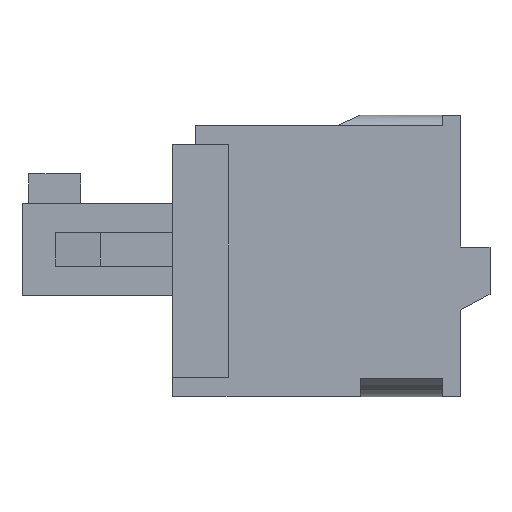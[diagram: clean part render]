
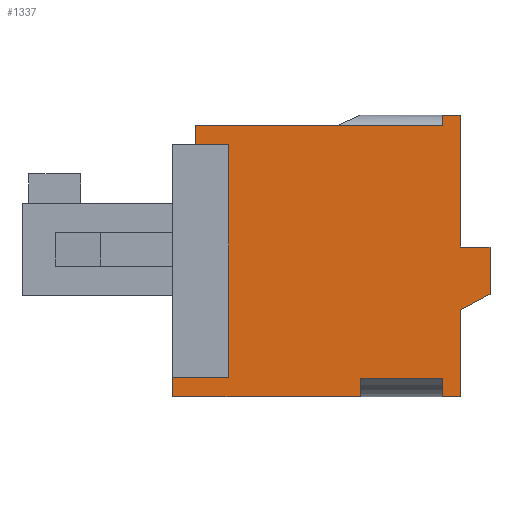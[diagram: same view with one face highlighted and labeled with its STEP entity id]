
A CAD part, left-side view. The second image highlights one B-rep face of the part: STEP entity #1337.
In plain terms, the highlighted planar face has unit normal (-1, 0, 0).
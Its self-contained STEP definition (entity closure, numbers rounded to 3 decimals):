
#1337 = ADVANCED_FACE( '', ( #3156 ), #3157, .T. );
#3156 = FACE_OUTER_BOUND( '', #5544, .T. );
#3157 = PLANE( '', #5545 );
#5544 = EDGE_LOOP( '', ( #9077, #9078, #9079, #9080, #9081, #9082, #9083, #9084, #9085, #9086, #9087, #9088, #9089, #9090, #9091, #9092, #9093, #9094 ) );
#5545 = AXIS2_PLACEMENT_3D( '', #9095, #9096, #9097 );
#9077 = ORIENTED_EDGE( '', *, *, #15891, .T. );
#9078 = ORIENTED_EDGE( '', *, *, #15892, .T. );
#9079 = ORIENTED_EDGE( '', *, *, #15893, .F. );
#9080 = ORIENTED_EDGE( '', *, *, #15894, .F. );
#9081 = ORIENTED_EDGE( '', *, *, #15895, .T. );
#9082 = ORIENTED_EDGE( '', *, *, #15896, .T. );
#9083 = ORIENTED_EDGE( '', *, *, #15897, .T. );
#9084 = ORIENTED_EDGE( '', *, *, #15149, .F. );
#9085 = ORIENTED_EDGE( '', *, *, #15898, .T. );
#9086 = ORIENTED_EDGE( '', *, *, #15899, .T. );
#9087 = ORIENTED_EDGE( '', *, *, #15300, .T. );
#9088 = ORIENTED_EDGE( '', *, *, #15845, .F. );
#9089 = ORIENTED_EDGE( '', *, *, #15043, .F. );
#9090 = ORIENTED_EDGE( '', *, *, #15900, .T. );
#9091 = ORIENTED_EDGE( '', *, *, #15901, .F. );
#9092 = ORIENTED_EDGE( '', *, *, #15902, .T. );
#9093 = ORIENTED_EDGE( '', *, *, #15816, .T. );
#9094 = ORIENTED_EDGE( '', *, *, #15903, .T. );
#9095 = CARTESIAN_POINT( '', ( -8.02, -7.05, -6.25 ) );
#9096 = DIRECTION( '', ( -1., 0., 0. ) );
#9097 = DIRECTION( '', ( 0., 0., 1. ) );
#15043 = EDGE_CURVE( '', #18173, #18175, #18176, .T. );
#15149 = EDGE_CURVE( '', #18365, #18366, #18367, .T. );
#15300 = EDGE_CURVE( '', #18630, #18634, #18636, .T. );
#15816 = EDGE_CURVE( '', #19495, #19493, #19496, .T. );
#15845 = EDGE_CURVE( '', #18175, #18634, #19539, .T. );
#15891 = EDGE_CURVE( '', #19612, #19613, #19614, .T. );
#15892 = EDGE_CURVE( '', #19613, #19615, #19616, .T. );
#15893 = EDGE_CURVE( '', #19617, #19615, #19618, .T. );
#15894 = EDGE_CURVE( '', #19619, #19617, #19620, .T. );
#15895 = EDGE_CURVE( '', #19619, #19621, #19622, .T. );
#15896 = EDGE_CURVE( '', #19621, #19623, #19624, .T. );
#15897 = EDGE_CURVE( '', #19623, #18366, #19625, .T. );
#15898 = EDGE_CURVE( '', #18365, #19626, #19627, .T. );
#15899 = EDGE_CURVE( '', #19626, #18630, #19628, .T. );
#15900 = EDGE_CURVE( '', #18173, #19629, #19630, .T. );
#15901 = EDGE_CURVE( '', #19631, #19629, #19632, .T. );
#15902 = EDGE_CURVE( '', #19631, #19495, #19633, .T. );
#15903 = EDGE_CURVE( '', #19493, #19612, #19634, .T. );
#18173 = VERTEX_POINT( '', #22694 );
#18175 = VERTEX_POINT( '', #22697 );
#18176 = LINE( '', #22698, #22699 );
#18365 = VERTEX_POINT( '', #22970 );
#18366 = VERTEX_POINT( '', #22971 );
#18367 = LINE( '', #22972, #22973 );
#18630 = VERTEX_POINT( '', #23346 );
#18634 = VERTEX_POINT( '', #23352 );
#18636 = LINE( '', #23355, #23356 );
#19493 = VERTEX_POINT( '', #24631 );
#19495 = VERTEX_POINT( '', #24634 );
#19496 = LINE( '', #24635, #24636 );
#19539 = LINE( '', #24699, #24700 );
#19612 = VERTEX_POINT( '', #24807 );
#19613 = VERTEX_POINT( '', #24808 );
#19614 = LINE( '', #24809, #24810 );
#19615 = VERTEX_POINT( '', #24811 );
#19616 = LINE( '', #24812, #24813 );
#19617 = VERTEX_POINT( '', #24814 );
#19618 = LINE( '', #24815, #24816 );
#19619 = VERTEX_POINT( '', #24817 );
#19620 = LINE( '', #24818, #24819 );
#19621 = VERTEX_POINT( '', #24820 );
#19622 = LINE( '', #24821, #24822 );
#19623 = VERTEX_POINT( '', #24823 );
#19624 = LINE( '', #24824, #24825 );
#19625 = LINE( '', #24826, #24827 );
#19626 = VERTEX_POINT( '', #24828 );
#19627 = LINE( '', #24829, #24830 );
#19628 = LINE( '', #24831, #24832 );
#19629 = VERTEX_POINT( '', #24833 );
#19630 = LINE( '', #24834, #24835 );
#19631 = VERTEX_POINT( '', #24836 );
#19632 = LINE( '', #24837, #24838 );
#19633 = LINE( '', #24839, #24840 );
#19634 = LINE( '', #24841, #24842 );
#22694 = CARTESIAN_POINT( '', ( -8.02, -5.75, 6.25 ) );
#22697 = CARTESIAN_POINT( '', ( -8.02, -5.75, 0.4 ) );
#22698 = CARTESIAN_POINT( '', ( -8.02, -5.75, 6.25 ) );
#22699 = VECTOR( '', #28792, 1000. );
#22970 = CARTESIAN_POINT( '', ( -8.02, -5.75, -6.25 ) );
#22971 = CARTESIAN_POINT( '', ( -8.02, -4.95, -6.25 ) );
#22972 = CARTESIAN_POINT( '', ( -8.02, -7.05, -6.25 ) );
#22973 = VECTOR( '', #28899, 1000. );
#23346 = CARTESIAN_POINT( '', ( -8.02, -7.05, -1.7 ) );
#23352 = CARTESIAN_POINT( '', ( -8.02, -7.05, 0.4 ) );
#23355 = CARTESIAN_POINT( '', ( -8.02, -7.05, -6.25 ) );
#23356 = VECTOR( '', #29058, 1000. );
#24631 = CARTESIAN_POINT( '', ( -8.02, 6.05, 4.95 ) );
#24634 = CARTESIAN_POINT( '', ( -8.02, 6.05, 5.8 ) );
#24635 = CARTESIAN_POINT( '', ( -8.02, 6.05, 5.8 ) );
#24636 = VECTOR( '', #29550, 1000. );
#24699 = CARTESIAN_POINT( '', ( -8.02, -7.05, 0.4 ) );
#24700 = VECTOR( '', #29577, 1000. );
#24807 = CARTESIAN_POINT( '', ( -8.02, 4.55, 4.95 ) );
#24808 = CARTESIAN_POINT( '', ( -8.02, 4.55, -5.4 ) );
#24809 = CARTESIAN_POINT( '', ( -8.02, 4.55, 19.346 ) );
#24810 = VECTOR( '', #29615, 1000. );
#24811 = CARTESIAN_POINT( '', ( -8.02, 7.05, -5.4 ) );
#24812 = CARTESIAN_POINT( '', ( -8.02, 7.05, -5.4 ) );
#24813 = VECTOR( '', #29616, 1000. );
#24814 = CARTESIAN_POINT( '', ( -8.02, 7.05, -6.25 ) );
#24815 = CARTESIAN_POINT( '', ( -8.02, 7.05, -6.25 ) );
#24816 = VECTOR( '', #29617, 1000. );
#24817 = CARTESIAN_POINT( '', ( -8.02, -1.3, -6.25 ) );
#24818 = CARTESIAN_POINT( '', ( -8.02, -7.05, -6.25 ) );
#24819 = VECTOR( '', #29618, 1000. );
#24820 = CARTESIAN_POINT( '', ( -8.02, -1.3, -5.45 ) );
#24821 = CARTESIAN_POINT( '', ( -8.02, -1.3, -6.25 ) );
#24822 = VECTOR( '', #29619, 1000. );
#24823 = CARTESIAN_POINT( '', ( -8.02, -4.95, -5.45 ) );
#24824 = CARTESIAN_POINT( '', ( -8.02, -1.3, -5.45 ) );
#24825 = VECTOR( '', #29620, 1000. );
#24826 = CARTESIAN_POINT( '', ( -8.02, -4.95, -5.45 ) );
#24827 = VECTOR( '', #29621, 1000. );
#24828 = CARTESIAN_POINT( '', ( -8.02, -5.75, -2.4 ) );
#24829 = CARTESIAN_POINT( '', ( -8.02, -5.75, -6.25 ) );
#24830 = VECTOR( '', #29622, 1000. );
#24831 = CARTESIAN_POINT( '', ( -8.02, -5.75, -2.4 ) );
#24832 = VECTOR( '', #29623, 1000. );
#24833 = CARTESIAN_POINT( '', ( -8.02, -4.95, 6.25 ) );
#24834 = CARTESIAN_POINT( '', ( -8.02, -7.05, 6.25 ) );
#24835 = VECTOR( '', #29624, 1000. );
#24836 = CARTESIAN_POINT( '', ( -8.02, -4.95, 5.8 ) );
#24837 = CARTESIAN_POINT( '', ( -8.02, -4.95, -18.496 ) );
#24838 = VECTOR( '', #29625, 1000. );
#24839 = CARTESIAN_POINT( '', ( -8.02, -0.25, 5.8 ) );
#24840 = VECTOR( '', #29626, 1000. );
#24841 = CARTESIAN_POINT( '', ( -8.02, 6.05, 4.95 ) );
#24842 = VECTOR( '', #29627, 1000. );
#28792 = DIRECTION( '', ( 0., 0., -1. ) );
#28899 = DIRECTION( '', ( 0., 1., 0. ) );
#29058 = DIRECTION( '', ( 0., 0., 1. ) );
#29550 = DIRECTION( '', ( 0., 0., -1. ) );
#29577 = DIRECTION( '', ( 0., -1., 0. ) );
#29615 = DIRECTION( '', ( 0., 0., -1. ) );
#29616 = DIRECTION( '', ( 0., 1., 0. ) );
#29617 = DIRECTION( '', ( 0., 0., 1. ) );
#29618 = DIRECTION( '', ( 0., 1., 0. ) );
#29619 = DIRECTION( '', ( 0., 0., 1. ) );
#29620 = DIRECTION( '', ( 0., -1., 0. ) );
#29621 = DIRECTION( '', ( 0., 0., -1. ) );
#29622 = DIRECTION( '', ( 0., 0., 1. ) );
#29623 = DIRECTION( '', ( 0., -0.88, 0.474 ) );
#29624 = DIRECTION( '', ( 0., 1., 0. ) );
#29625 = DIRECTION( '', ( 0., 0., 1. ) );
#29626 = DIRECTION( '', ( 0., 1., 0. ) );
#29627 = DIRECTION( '', ( 0., -1., 0. ) );
